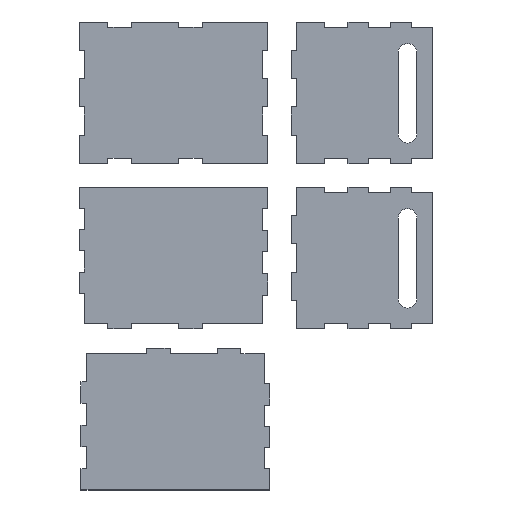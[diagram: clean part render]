
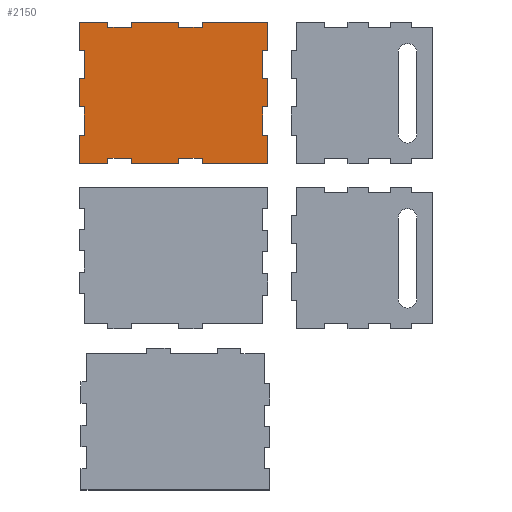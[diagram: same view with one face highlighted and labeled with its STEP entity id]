
A CAD part, top view. The second image highlights one B-rep face of the part: STEP entity #2150.
In plain terms, the highlighted planar face has unit normal (0, 0, 1).
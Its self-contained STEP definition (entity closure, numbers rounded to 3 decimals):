
#60=FACE_OUTER_BOUND('',#170,.T.);
#170=EDGE_LOOP('',(#1445,#1446,#1447,#1448,#1449,#1450,#1451,#1452,#1453,
#1454,#1455,#1456,#1457,#1458,#1459,#1460,#1461,#1462,#1463,#1464,#1465,
#1466,#1467,#1468,#1469,#1470,#1471,#1472,#1473,#1474,#1475,#1476,#1477,
#1478,#1479,#1480));
#273=LINE('',#2970,#581);
#277=LINE('',#2979,#585);
#283=LINE('',#2990,#591);
#285=LINE('',#2995,#593);
#289=LINE('',#3002,#597);
#291=LINE('',#3007,#599);
#295=LINE('',#3014,#603);
#297=LINE('',#3017,#605);
#298=LINE('',#3020,#606);
#301=LINE('',#3026,#609);
#302=LINE('',#3028,#610);
#303=LINE('',#3030,#611);
#304=LINE('',#3032,#612);
#305=LINE('',#3034,#613);
#306=LINE('',#3036,#614);
#307=LINE('',#3038,#615);
#308=LINE('',#3040,#616);
#309=LINE('',#3042,#617);
#310=LINE('',#3044,#618);
#311=LINE('',#3046,#619);
#312=LINE('',#3048,#620);
#313=LINE('',#3050,#621);
#314=LINE('',#3052,#622);
#315=LINE('',#3054,#623);
#316=LINE('',#3056,#624);
#317=LINE('',#3058,#625);
#318=LINE('',#3060,#626);
#319=LINE('',#3062,#627);
#320=LINE('',#3064,#628);
#321=LINE('',#3066,#629);
#322=LINE('',#3068,#630);
#323=LINE('',#3070,#631);
#324=LINE('',#3072,#632);
#325=LINE('',#3074,#633);
#326=LINE('',#3076,#634);
#327=LINE('',#3077,#635);
#581=VECTOR('',#2417,10.);
#585=VECTOR('',#2423,10.);
#591=VECTOR('',#2431,10.);
#593=VECTOR('',#2435,10.);
#597=VECTOR('',#2441,10.);
#599=VECTOR('',#2445,10.);
#603=VECTOR('',#2451,10.);
#605=VECTOR('',#2455,10.);
#606=VECTOR('',#2458,10.);
#609=VECTOR('',#2463,10.);
#610=VECTOR('',#2464,10.);
#611=VECTOR('',#2465,10.);
#612=VECTOR('',#2466,10.);
#613=VECTOR('',#2467,10.);
#614=VECTOR('',#2468,10.);
#615=VECTOR('',#2469,10.);
#616=VECTOR('',#2470,10.);
#617=VECTOR('',#2471,10.);
#618=VECTOR('',#2472,10.);
#619=VECTOR('',#2473,10.);
#620=VECTOR('',#2474,10.);
#621=VECTOR('',#2475,10.);
#622=VECTOR('',#2476,10.);
#623=VECTOR('',#2477,10.);
#624=VECTOR('',#2478,10.);
#625=VECTOR('',#2479,10.);
#626=VECTOR('',#2480,10.);
#627=VECTOR('',#2481,10.);
#628=VECTOR('',#2482,10.);
#629=VECTOR('',#2483,10.);
#630=VECTOR('',#2484,10.);
#631=VECTOR('',#2485,10.);
#632=VECTOR('',#2486,10.);
#633=VECTOR('',#2487,10.);
#634=VECTOR('',#2488,10.);
#635=VECTOR('',#2489,10.);
#889=VERTEX_POINT('',#2968);
#890=VERTEX_POINT('',#2969);
#893=VERTEX_POINT('',#2977);
#894=VERTEX_POINT('',#2978);
#898=VERTEX_POINT('',#2987);
#899=VERTEX_POINT('',#2992);
#902=VERTEX_POINT('',#2999);
#903=VERTEX_POINT('',#3004);
#906=VERTEX_POINT('',#3012);
#907=VERTEX_POINT('',#3019);
#909=VERTEX_POINT('',#3025);
#910=VERTEX_POINT('',#3027);
#911=VERTEX_POINT('',#3029);
#912=VERTEX_POINT('',#3031);
#913=VERTEX_POINT('',#3033);
#914=VERTEX_POINT('',#3035);
#915=VERTEX_POINT('',#3037);
#916=VERTEX_POINT('',#3039);
#917=VERTEX_POINT('',#3041);
#918=VERTEX_POINT('',#3043);
#919=VERTEX_POINT('',#3045);
#920=VERTEX_POINT('',#3047);
#921=VERTEX_POINT('',#3049);
#922=VERTEX_POINT('',#3051);
#923=VERTEX_POINT('',#3053);
#924=VERTEX_POINT('',#3055);
#925=VERTEX_POINT('',#3057);
#926=VERTEX_POINT('',#3059);
#927=VERTEX_POINT('',#3061);
#928=VERTEX_POINT('',#3063);
#929=VERTEX_POINT('',#3065);
#930=VERTEX_POINT('',#3067);
#931=VERTEX_POINT('',#3069);
#932=VERTEX_POINT('',#3071);
#933=VERTEX_POINT('',#3073);
#934=VERTEX_POINT('',#3075);
#1097=EDGE_CURVE('',#889,#890,#273,.T.);
#1101=EDGE_CURVE('',#893,#894,#277,.T.);
#1107=EDGE_CURVE('',#898,#893,#283,.T.);
#1109=EDGE_CURVE('',#894,#899,#285,.T.);
#1113=EDGE_CURVE('',#902,#889,#289,.T.);
#1115=EDGE_CURVE('',#890,#903,#291,.T.);
#1119=EDGE_CURVE('',#903,#906,#295,.T.);
#1121=EDGE_CURVE('',#899,#902,#297,.T.);
#1122=EDGE_CURVE('',#907,#898,#298,.T.);
#1125=EDGE_CURVE('',#906,#909,#301,.T.);
#1126=EDGE_CURVE('',#909,#910,#302,.T.);
#1127=EDGE_CURVE('',#910,#911,#303,.T.);
#1128=EDGE_CURVE('',#911,#912,#304,.T.);
#1129=EDGE_CURVE('',#912,#913,#305,.T.);
#1130=EDGE_CURVE('',#913,#914,#306,.T.);
#1131=EDGE_CURVE('',#914,#915,#307,.T.);
#1132=EDGE_CURVE('',#915,#916,#308,.T.);
#1133=EDGE_CURVE('',#916,#917,#309,.T.);
#1134=EDGE_CURVE('',#917,#918,#310,.T.);
#1135=EDGE_CURVE('',#918,#919,#311,.T.);
#1136=EDGE_CURVE('',#919,#920,#312,.T.);
#1137=EDGE_CURVE('',#920,#921,#313,.T.);
#1138=EDGE_CURVE('',#921,#922,#314,.T.);
#1139=EDGE_CURVE('',#922,#923,#315,.T.);
#1140=EDGE_CURVE('',#923,#924,#316,.T.);
#1141=EDGE_CURVE('',#924,#925,#317,.T.);
#1142=EDGE_CURVE('',#925,#926,#318,.T.);
#1143=EDGE_CURVE('',#926,#927,#319,.T.);
#1144=EDGE_CURVE('',#927,#928,#320,.T.);
#1145=EDGE_CURVE('',#928,#929,#321,.T.);
#1146=EDGE_CURVE('',#929,#930,#322,.T.);
#1147=EDGE_CURVE('',#930,#931,#323,.T.);
#1148=EDGE_CURVE('',#931,#932,#324,.T.);
#1149=EDGE_CURVE('',#932,#933,#325,.T.);
#1150=EDGE_CURVE('',#933,#934,#326,.T.);
#1151=EDGE_CURVE('',#934,#907,#327,.T.);
#1445=ORIENTED_EDGE('',*,*,#1101,.T.);
#1446=ORIENTED_EDGE('',*,*,#1109,.T.);
#1447=ORIENTED_EDGE('',*,*,#1121,.T.);
#1448=ORIENTED_EDGE('',*,*,#1113,.T.);
#1449=ORIENTED_EDGE('',*,*,#1097,.T.);
#1450=ORIENTED_EDGE('',*,*,#1115,.T.);
#1451=ORIENTED_EDGE('',*,*,#1119,.T.);
#1452=ORIENTED_EDGE('',*,*,#1125,.T.);
#1453=ORIENTED_EDGE('',*,*,#1126,.T.);
#1454=ORIENTED_EDGE('',*,*,#1127,.T.);
#1455=ORIENTED_EDGE('',*,*,#1128,.T.);
#1456=ORIENTED_EDGE('',*,*,#1129,.T.);
#1457=ORIENTED_EDGE('',*,*,#1130,.T.);
#1458=ORIENTED_EDGE('',*,*,#1131,.T.);
#1459=ORIENTED_EDGE('',*,*,#1132,.T.);
#1460=ORIENTED_EDGE('',*,*,#1133,.T.);
#1461=ORIENTED_EDGE('',*,*,#1134,.T.);
#1462=ORIENTED_EDGE('',*,*,#1135,.T.);
#1463=ORIENTED_EDGE('',*,*,#1136,.T.);
#1464=ORIENTED_EDGE('',*,*,#1137,.T.);
#1465=ORIENTED_EDGE('',*,*,#1138,.T.);
#1466=ORIENTED_EDGE('',*,*,#1139,.T.);
#1467=ORIENTED_EDGE('',*,*,#1140,.T.);
#1468=ORIENTED_EDGE('',*,*,#1141,.T.);
#1469=ORIENTED_EDGE('',*,*,#1142,.T.);
#1470=ORIENTED_EDGE('',*,*,#1143,.T.);
#1471=ORIENTED_EDGE('',*,*,#1144,.T.);
#1472=ORIENTED_EDGE('',*,*,#1145,.T.);
#1473=ORIENTED_EDGE('',*,*,#1146,.T.);
#1474=ORIENTED_EDGE('',*,*,#1147,.T.);
#1475=ORIENTED_EDGE('',*,*,#1148,.T.);
#1476=ORIENTED_EDGE('',*,*,#1149,.T.);
#1477=ORIENTED_EDGE('',*,*,#1150,.T.);
#1478=ORIENTED_EDGE('',*,*,#1151,.T.);
#1479=ORIENTED_EDGE('',*,*,#1122,.T.);
#1480=ORIENTED_EDGE('',*,*,#1107,.T.);
#2042=PLANE('',#2299);
#2150=ADVANCED_FACE('',(#60),#2042,.T.);
#2299=AXIS2_PLACEMENT_3D('',#3024,#2461,#2462);
#2417=DIRECTION('',(0.,1.,0.));
#2423=DIRECTION('',(0.,1.,0.));
#2431=DIRECTION('',(-1.,0.,0.));
#2435=DIRECTION('',(1.,0.,0.));
#2441=DIRECTION('',(-1.,0.,0.));
#2445=DIRECTION('',(1.,0.,0.));
#2451=DIRECTION('',(0.,1.,0.));
#2455=DIRECTION('',(0.,1.,0.));
#2458=DIRECTION('',(0.,1.,0.));
#2461=DIRECTION('center_axis',(0.,0.,1.));
#2462=DIRECTION('ref_axis',(1.,0.,0.));
#2463=DIRECTION('',(-1.,0.,0.));
#2464=DIRECTION('',(0.,-1.,0.));
#2465=DIRECTION('',(-1.,0.,0.));
#2466=DIRECTION('',(0.,1.,0.));
#2467=DIRECTION('',(-1.,0.,0.));
#2468=DIRECTION('',(0.,-1.,0.));
#2469=DIRECTION('',(-1.,0.,0.));
#2470=DIRECTION('',(0.,1.,0.));
#2471=DIRECTION('',(-1.,0.,0.));
#2472=DIRECTION('',(0.,-1.,0.));
#2473=DIRECTION('',(1.,0.,0.));
#2474=DIRECTION('',(0.,-1.,0.));
#2475=DIRECTION('',(-1.,0.,0.));
#2476=DIRECTION('',(0.,-1.,0.));
#2477=DIRECTION('',(1.,0.,0.));
#2478=DIRECTION('',(0.,-1.,0.));
#2479=DIRECTION('',(-1.,0.,0.));
#2480=DIRECTION('',(0.,-1.,0.));
#2481=DIRECTION('',(1.,0.,0.));
#2482=DIRECTION('',(0.,1.,0.));
#2483=DIRECTION('',(1.,0.,0.));
#2484=DIRECTION('',(0.,-1.,0.));
#2485=DIRECTION('',(1.,0.,0.));
#2486=DIRECTION('',(0.,1.,0.));
#2487=DIRECTION('',(1.,0.,0.));
#2488=DIRECTION('',(0.,-1.,0.));
#2489=DIRECTION('',(1.,0.,0.));
#2968=CARTESIAN_POINT('',(389.,180.,11.));
#2969=CARTESIAN_POINT('',(389.,240.,11.));
#2970=CARTESIAN_POINT('',(389.,150.,11.));
#2977=CARTESIAN_POINT('',(389.,60.,11.));
#2978=CARTESIAN_POINT('',(389.,120.,11.));
#2979=CARTESIAN_POINT('',(389.,150.,11.));
#2987=CARTESIAN_POINT('',(400.,60.,11.));
#2990=CARTESIAN_POINT('',(300.,60.,11.));
#2992=CARTESIAN_POINT('',(400.,120.,11.));
#2995=CARTESIAN_POINT('',(300.,120.,11.));
#2999=CARTESIAN_POINT('',(400.,180.,11.));
#3002=CARTESIAN_POINT('',(300.,180.,11.));
#3004=CARTESIAN_POINT('',(400.,240.,11.));
#3007=CARTESIAN_POINT('',(300.,240.,11.));
#3012=CARTESIAN_POINT('',(400.,300.,11.));
#3014=CARTESIAN_POINT('',(400.,0.,11.));
#3017=CARTESIAN_POINT('',(400.,0.,11.));
#3019=CARTESIAN_POINT('',(400.,0.,11.));
#3020=CARTESIAN_POINT('',(400.,0.,11.));
#3024=CARTESIAN_POINT('Origin',(200.,150.,11.));
#3025=CARTESIAN_POINT('',(261.,300.,11.));
#3026=CARTESIAN_POINT('',(400.,300.,11.));
#3027=CARTESIAN_POINT('',(261.,289.,11.));
#3028=CARTESIAN_POINT('',(261.,219.5,11.));
#3029=CARTESIAN_POINT('',(211.,289.,11.));
#3030=CARTESIAN_POINT('',(200.,289.,11.));
#3031=CARTESIAN_POINT('',(211.,300.,11.));
#3032=CARTESIAN_POINT('',(211.,219.5,11.));
#3033=CARTESIAN_POINT('',(111.,300.,11.));
#3034=CARTESIAN_POINT('',(400.,300.,11.));
#3035=CARTESIAN_POINT('',(111.,289.,11.));
#3036=CARTESIAN_POINT('',(111.,219.5,11.));
#3037=CARTESIAN_POINT('',(61.,289.,11.));
#3038=CARTESIAN_POINT('',(200.,289.,11.));
#3039=CARTESIAN_POINT('',(61.,300.,11.));
#3040=CARTESIAN_POINT('',(61.,219.5,11.));
#3041=CARTESIAN_POINT('',(0.,300.,11.));
#3042=CARTESIAN_POINT('',(400.,300.,11.));
#3043=CARTESIAN_POINT('',(0.,240.,11.));
#3044=CARTESIAN_POINT('',(0.,300.,11.));
#3045=CARTESIAN_POINT('',(11.,240.,11.));
#3046=CARTESIAN_POINT('',(105.5,240.,11.));
#3047=CARTESIAN_POINT('',(11.,180.,11.));
#3048=CARTESIAN_POINT('',(11.,150.,11.));
#3049=CARTESIAN_POINT('',(0.,180.,11.));
#3050=CARTESIAN_POINT('',(105.5,180.,11.));
#3051=CARTESIAN_POINT('',(0.,120.,11.));
#3052=CARTESIAN_POINT('',(0.,300.,11.));
#3053=CARTESIAN_POINT('',(11.,120.,11.));
#3054=CARTESIAN_POINT('',(105.5,120.,11.));
#3055=CARTESIAN_POINT('',(11.,60.,11.));
#3056=CARTESIAN_POINT('',(11.,150.,11.));
#3057=CARTESIAN_POINT('',(0.,60.,11.));
#3058=CARTESIAN_POINT('',(105.5,60.,11.));
#3059=CARTESIAN_POINT('',(0.,0.,11.));
#3060=CARTESIAN_POINT('',(0.,300.,11.));
#3061=CARTESIAN_POINT('',(61.,0.,11.));
#3062=CARTESIAN_POINT('',(0.,0.,11.));
#3063=CARTESIAN_POINT('',(61.,11.,11.));
#3064=CARTESIAN_POINT('',(61.,75.,11.));
#3065=CARTESIAN_POINT('',(111.,11.,11.));
#3066=CARTESIAN_POINT('',(200.,11.,11.));
#3067=CARTESIAN_POINT('',(111.,0.,11.));
#3068=CARTESIAN_POINT('',(111.,75.,11.));
#3069=CARTESIAN_POINT('',(211.,0.,11.));
#3070=CARTESIAN_POINT('',(0.,0.,11.));
#3071=CARTESIAN_POINT('',(211.,11.,11.));
#3072=CARTESIAN_POINT('',(211.,75.,11.));
#3073=CARTESIAN_POINT('',(261.,11.,11.));
#3074=CARTESIAN_POINT('',(200.,11.,11.));
#3075=CARTESIAN_POINT('',(261.,0.,11.));
#3076=CARTESIAN_POINT('',(261.,75.,11.));
#3077=CARTESIAN_POINT('',(0.,0.,11.));
